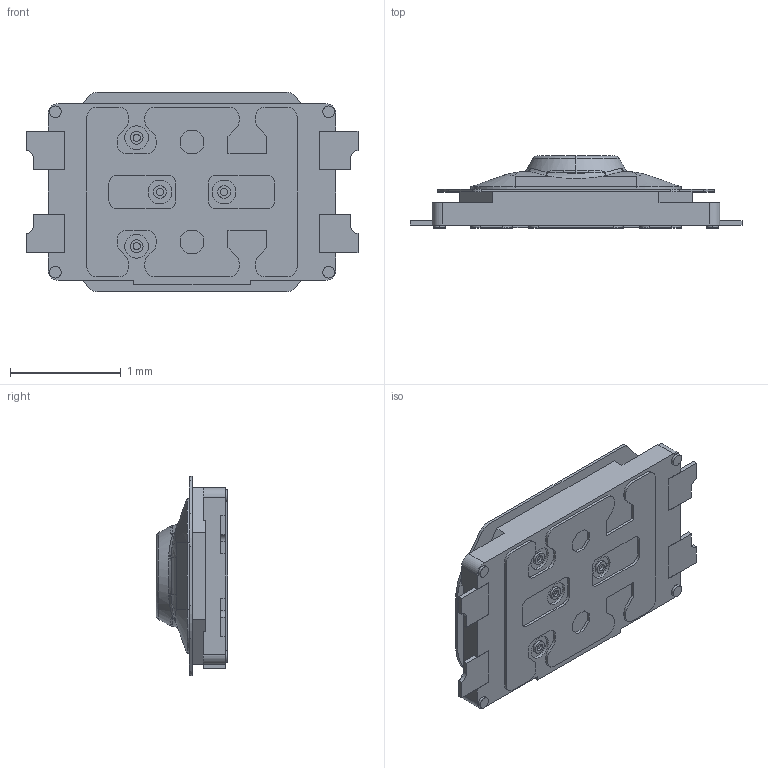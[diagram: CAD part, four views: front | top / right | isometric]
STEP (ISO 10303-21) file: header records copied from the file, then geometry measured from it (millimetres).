
FILE_DESCRIPTION (( 'STEP AP214' ), '1' );
FILE_NAME ('EVP-BB4A9B000.STEP', '2021-07-07T06:49:28', ( '' ), ( '' ), 'SwSTEP 2.0', 'SolidWorks 2017', '' );
FILE_SCHEMA (( 'AUTOMOTIVE_DESIGN' ));
Length unit declared in the file: millimetre
Products named in the file (1): EVP-BB4A9B000
Bounding box: 3 x 0.65 x 1.8 mm (x, y, z)
Volume: 1.6 mm3; surface area: 27.4 mm2
Topology: 8 solids, 8 shells, 321 faces, 806 edges, 518 vertices
Faces by surface type: plane 173, cylinder 103, bspline 34, cone 6, torus 5
Entity records: 11251 total; most frequent: CARTESIAN_POINT 3579, ORIENTED_EDGE 1604, DIRECTION 1515, EDGE_CURVE 802, VERTEX_POINT 518, VECTOR 507, LINE 507, AXIS2_PLACEMENT_3D 504
